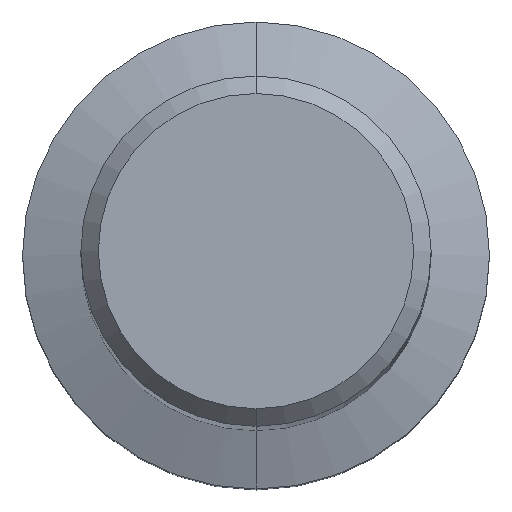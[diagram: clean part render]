
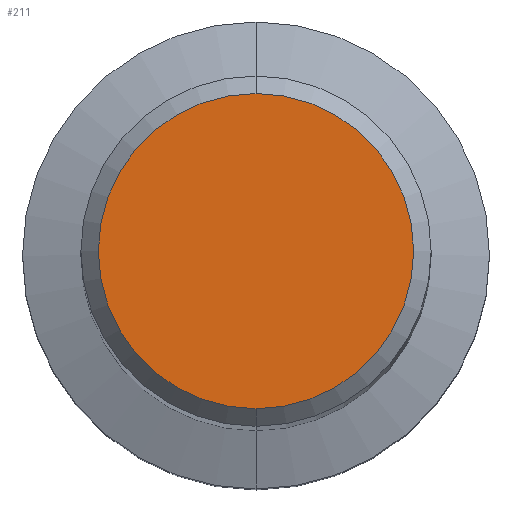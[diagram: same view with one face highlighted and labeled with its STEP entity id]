
A CAD part, top view. The second image highlights one B-rep face of the part: STEP entity #211.
In plain terms, the highlighted planar face has unit normal (0, 0, 1).
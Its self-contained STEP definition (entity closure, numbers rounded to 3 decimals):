
#211=ADVANCED_FACE('',(#566),#567,.T.);
#371=VERTEX_POINT('',#740);
#441=VERTEX_POINT('',#821);
#493=EDGE_CURVE('',#441,#371,#880,.T.);
#521=EDGE_CURVE('',#371,#441,#912,.T.);
#566=FACE_OUTER_BOUND('',#958,.T.);
#567=PLANE('',#959);
#740=CARTESIAN_POINT('',(0.0,5.4,0.0));
#821=CARTESIAN_POINT('',(0.,-5.4,0.0));
#880=CIRCLE('',#1579,5.4);
#912=CIRCLE('',#1672,5.4);
#958=EDGE_LOOP('',(#1700,#1701));
#959=AXIS2_PLACEMENT_3D('',#1702,#1703,#1704);
#1579=AXIS2_PLACEMENT_3D('',#2067,#2068,#2069);
#1672=AXIS2_PLACEMENT_3D('',#2110,#2111,#2112);
#1700=ORIENTED_EDGE('',*,*,#521,.F.);
#1701=ORIENTED_EDGE('',*,*,#493,.F.);
#1702=CARTESIAN_POINT('',(0.0,2.7,0.0));
#1703=DIRECTION('',(-0.0,0.0,1.0));
#1704=DIRECTION('',(0.0,-1.0,0.0));
#2067=CARTESIAN_POINT('',(0.0,0.0,0.0));
#2068=DIRECTION('',(0.0,0.0,-1.0));
#2069=DIRECTION('',(0.0,1.0,0.0));
#2110=CARTESIAN_POINT('',(0.0,0.0,0.0));
#2111=DIRECTION('',(0.0,0.0,-1.0));
#2112=DIRECTION('',(0.0,1.0,0.0));
